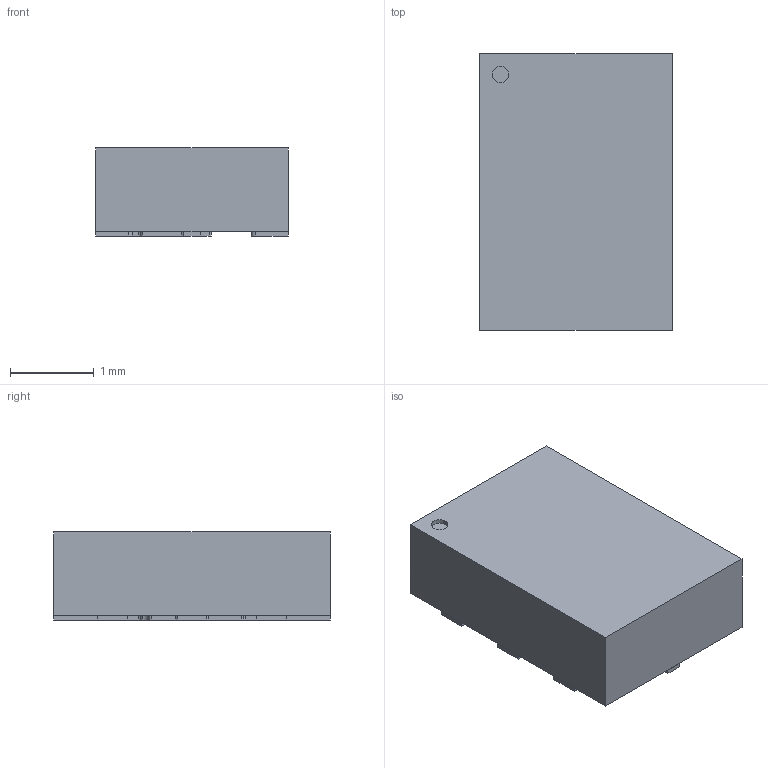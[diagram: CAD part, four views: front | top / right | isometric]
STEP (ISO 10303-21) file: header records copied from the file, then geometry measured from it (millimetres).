
FILE_DESCRIPTION (( 'STEP AP214' ), '1' );
FILE_NAME ('User Library-SKY13290-313.STEP', '2017-03-18T17:34:57', ( 'Windows User' ), ( '' ), 'SwSTEP 2.0', 'SolidWorks 2017', '' );
FILE_SCHEMA (( 'AUTOMOTIVE_DESIGN' ));
Length unit declared in the file: millimetre
Products named in the file (1): User Library-SKY13290-313
Bounding box: 2.3 x 3.3 x 1.05 mm (x, y, z)
Volume: 7.7 mm3; surface area: 32 mm2
Topology: 7 solids, 7 shells, 77 faces, 186 edges, 124 vertices
Faces by surface type: plane 55, cylinder 22
Entity records: 2365 total; most frequent: CARTESIAN_POINT 388, DIRECTION 386, ORIENTED_EDGE 372, EDGE_CURVE 186, VECTOR 142, LINE 142, VERTEX_POINT 124, AXIS2_PLACEMENT_3D 122
